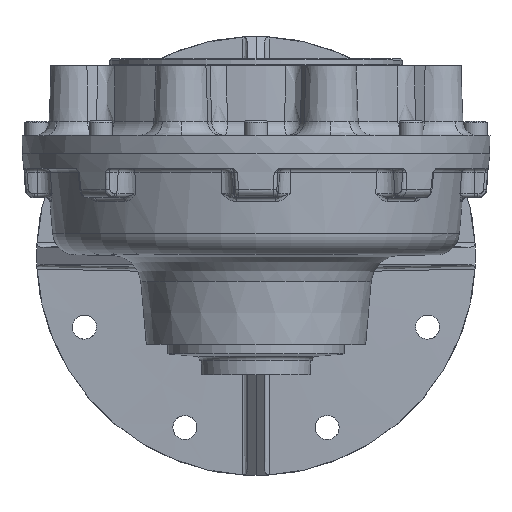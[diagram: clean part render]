
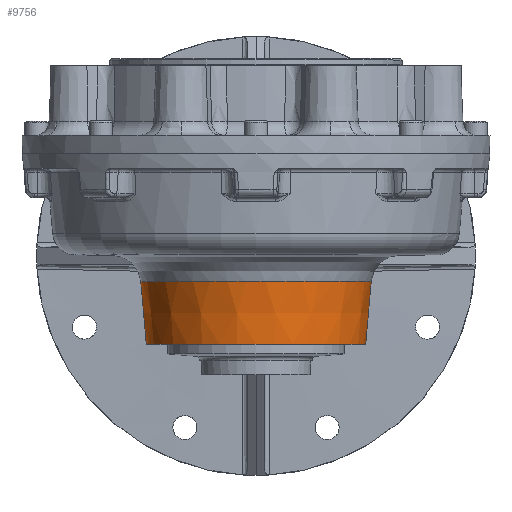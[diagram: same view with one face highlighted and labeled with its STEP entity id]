
A CAD part, top view. The second image highlights one B-rep face of the part: STEP entity #9756.
In plain terms, the highlighted conical face has half-angle 5 degrees and reference radius 80.363 mm.
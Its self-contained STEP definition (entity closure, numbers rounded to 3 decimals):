
#423=CONICAL_SURFACE('',#14448,80.363,0.087);
#713=B_SPLINE_CURVE_WITH_KNOTS('',3,(#29249,#29250,#29251,#29252,#29253,
#29254,#29255,#29256,#29257,#29258,#29259,#29260,#29261,#29262,#29263,#29264,
#29265,#29266,#29267,#29268,#29269),.UNSPECIFIED.,.F.,.F.,(4,1,1,1,1,1,
1,1,1,1,1,1,1,1,1,1,1,1,4),(0.,0.125,0.188,0.25,0.313,0.375,0.438,0.469,
0.5,0.531,0.563,0.625,0.688,0.719,0.75,0.781,0.813,0.875,1.),
 .UNSPECIFIED.);
#720=B_SPLINE_CURVE_WITH_KNOTS('',3,(#29674,#29675,#29676,#29677,#29678,
#29679,#29680,#29681,#29682,#29683,#29684,#29685,#29686,#29687,#29688,#29689,
#29690,#29691,#29692),.UNSPECIFIED.,.F.,.F.,(4,1,1,1,1,1,1,1,1,1,1,1,1,
1,1,1,4),(0.,0.063,0.125,0.188,0.25,0.313,0.375,0.438,0.5,0.563,0.625,
0.688,0.75,0.813,0.875,0.938,1.),.UNSPECIFIED.);
#724=B_SPLINE_CURVE_WITH_KNOTS('',3,(#29847,#29848,#29849,#29850,#29851,
#29852,#29853,#29854,#29855,#29856,#29857,#29858,#29859,#29860,#29861,#29862,
#29863,#29864,#29865,#29866,#29867),.UNSPECIFIED.,.F.,.F.,(4,1,1,1,1,1,
1,1,1,1,1,1,1,1,1,1,1,1,4),(0.,0.125,0.188,0.219,0.25,0.281,0.313,
0.375,0.438,0.469,0.5,0.531,0.563,0.625,0.688,0.75,0.813,0.875,
1.),.UNSPECIFIED.);
#4557=ORIENTED_EDGE('',*,*,#5895,.T.);
#4558=ORIENTED_EDGE('',*,*,#5900,.T.);
#4559=ORIENTED_EDGE('',*,*,#5883,.T.);
#4560=ORIENTED_EDGE('',*,*,#5887,.T.);
#5883=EDGE_CURVE('',#6907,#6908,#7526,.T.);
#5887=EDGE_CURVE('',#6908,#6911,#713,.T.);
#5895=EDGE_CURVE('',#6911,#6915,#720,.T.);
#5900=EDGE_CURVE('',#6915,#6907,#724,.T.);
#6907=VERTEX_POINT('',#29103);
#6908=VERTEX_POINT('',#29104);
#6911=VERTEX_POINT('',#29248);
#6915=VERTEX_POINT('',#29673);
#7526=CIRCLE('',#14353,75.);
#8298=EDGE_LOOP('',(#4557,#4558,#4559,#4560));
#9051=FACE_BOUND('',#8298,.T.);
#9756=ADVANCED_FACE('',(#9051),#423,.T.);
#14353=AXIS2_PLACEMENT_3D('',#29102,#16955,#16956);
#14448=AXIS2_PLACEMENT_3D('',#30655,#17185,#17186);
#16955=DIRECTION('',(0.,1.,0.));
#16956=DIRECTION('',(1.,0.,0.));
#17185=DIRECTION('',(0.,1.,0.));
#17186=DIRECTION('',(-1.,0.,0.));
#29102=CARTESIAN_POINT('',(0.,-61.,0.675));
#29103=CARTESIAN_POINT('',(-40.476,-61.,-62.466));
#29104=CARTESIAN_POINT('',(40.476,-61.,-62.466));
#29248=CARTESIAN_POINT('',(62.706,-17.957,-46.99));
#29249=CARTESIAN_POINT('',(40.476,-61.,-62.466));
#29250=CARTESIAN_POINT('',(41.868,-59.575,-61.721));
#29251=CARTESIAN_POINT('',(43.876,-57.345,-60.577));
#29252=CARTESIAN_POINT('',(46.383,-54.202,-59.031));
#29253=CARTESIAN_POINT('',(48.204,-51.728,-57.85));
#29254=CARTESIAN_POINT('',(49.879,-49.264,-56.714));
#29255=CARTESIAN_POINT('',(51.472,-46.731,-55.589));
#29256=CARTESIAN_POINT('',(52.718,-44.584,-54.678));
#29257=CARTESIAN_POINT('',(53.676,-42.83,-53.961));
#29258=CARTESIAN_POINT('',(54.359,-41.528,-53.443));
#29259=CARTESIAN_POINT('',(55.071,-40.115,-52.896));
#29260=CARTESIAN_POINT('',(55.964,-38.26,-52.201));
#29261=CARTESIAN_POINT('',(57.021,-35.914,-51.367));
#29262=CARTESIAN_POINT('',(57.987,-33.563,-50.596));
#29263=CARTESIAN_POINT('',(58.718,-31.654,-50.011));
#29264=CARTESIAN_POINT('',(59.226,-30.262,-49.605));
#29265=CARTESIAN_POINT('',(59.769,-28.694,-49.172));
#29266=CARTESIAN_POINT('',(60.433,-26.663,-48.648));
#29267=CARTESIAN_POINT('',(61.509,-23.077,-47.815));
#29268=CARTESIAN_POINT('',(62.267,-20.008,-47.272));
#29269=CARTESIAN_POINT('',(62.706,-17.957,-46.99));
#29673=CARTESIAN_POINT('',(-62.706,-17.957,-46.99));
#29674=CARTESIAN_POINT('',(62.706,-17.957,-46.99));
#29675=CARTESIAN_POINT('',(67.117,-17.957,-41.188));
#29676=CARTESIAN_POINT('',(74.316,-17.957,-28.352));
#29677=CARTESIAN_POINT('',(79.426,-17.957,-6.875));
#29678=CARTESIAN_POINT('',(78.454,-17.957,15.18));
#29679=CARTESIAN_POINT('',(71.476,-17.957,36.125));
#29680=CARTESIAN_POINT('',(59.025,-17.957,54.355));
#29681=CARTESIAN_POINT('',(42.054,-17.957,68.475));
#29682=CARTESIAN_POINT('',(21.864,-17.957,77.405));
#29683=CARTESIAN_POINT('',(0.,-17.957,80.459));
#29684=CARTESIAN_POINT('',(-21.864,-17.957,77.405));
#29685=CARTESIAN_POINT('',(-42.054,-17.957,68.475));
#29686=CARTESIAN_POINT('',(-59.025,-17.957,54.355));
#29687=CARTESIAN_POINT('',(-71.476,-17.957,36.125));
#29688=CARTESIAN_POINT('',(-78.454,-17.957,15.18));
#29689=CARTESIAN_POINT('',(-79.426,-17.957,-6.875));
#29690=CARTESIAN_POINT('',(-74.316,-17.957,-28.352));
#29691=CARTESIAN_POINT('',(-67.117,-17.957,-41.188));
#29692=CARTESIAN_POINT('',(-62.706,-17.957,-46.99));
#29847=CARTESIAN_POINT('',(-62.706,-17.957,-46.99));
#29848=CARTESIAN_POINT('',(-62.268,-20.005,-47.271));
#29849=CARTESIAN_POINT('',(-61.51,-23.071,-47.813));
#29850=CARTESIAN_POINT('',(-60.437,-26.652,-48.645));
#29851=CARTESIAN_POINT('',(-59.773,-28.681,-49.169));
#29852=CARTESIAN_POINT('',(-59.231,-30.247,-49.601));
#29853=CARTESIAN_POINT('',(-58.724,-31.638,-50.006));
#29854=CARTESIAN_POINT('',(-57.994,-33.546,-50.59));
#29855=CARTESIAN_POINT('',(-57.029,-35.896,-51.361));
#29856=CARTESIAN_POINT('',(-55.973,-38.24,-52.194));
#29857=CARTESIAN_POINT('',(-55.081,-40.094,-52.888));
#29858=CARTESIAN_POINT('',(-54.371,-41.506,-53.434));
#29859=CARTESIAN_POINT('',(-53.686,-42.811,-53.954));
#29860=CARTESIAN_POINT('',(-52.727,-44.567,-54.671));
#29861=CARTESIAN_POINT('',(-51.48,-46.717,-55.584));
#29862=CARTESIAN_POINT('',(-49.885,-49.255,-56.709));
#29863=CARTESIAN_POINT('',(-48.207,-51.723,-57.848));
#29864=CARTESIAN_POINT('',(-46.386,-54.198,-59.029));
#29865=CARTESIAN_POINT('',(-43.877,-57.343,-60.576));
#29866=CARTESIAN_POINT('',(-41.869,-59.574,-61.72));
#29867=CARTESIAN_POINT('',(-40.476,-61.,-62.466));
#30655=CARTESIAN_POINT('',(0.,0.3,0.675));
